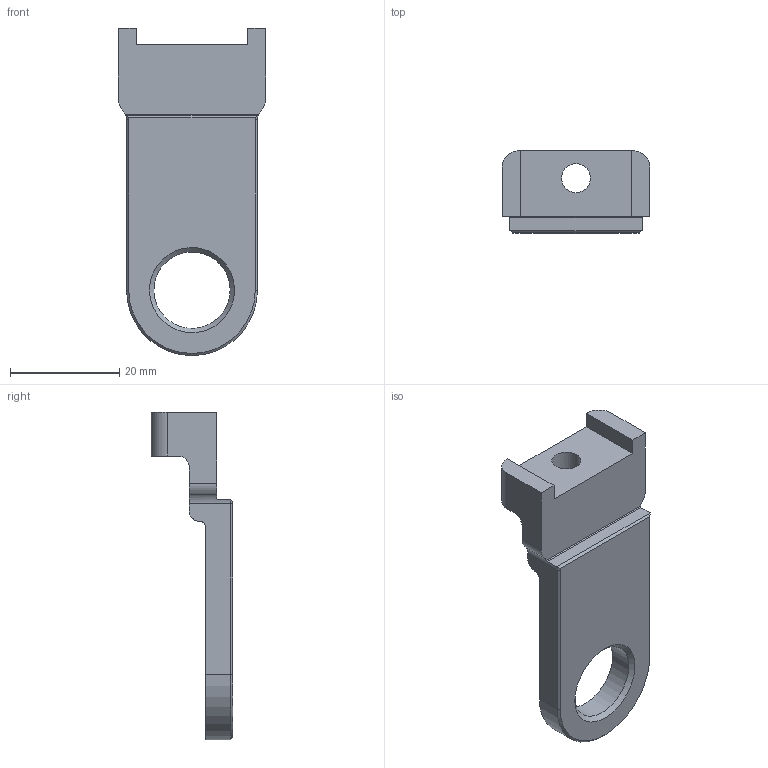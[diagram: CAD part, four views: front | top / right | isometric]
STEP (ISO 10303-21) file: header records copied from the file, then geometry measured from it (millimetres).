
FILE_DESCRIPTION(/* description */ (''),/* implementation_level */ '2;1');
FILE_NAME(/* name */ 'z_carriage_and_leadscrew_retainer_back_mgn12h.step',/* time_stamp */ '2022-12-18T22:46:01+02:00',/* author */ (''),/* organization */ (''),/* preprocessor_version */ 'ST-DEVELOPER v19.2',/* originating_system */ 'Autodesk Translation Framework v11.17.0.187',/* authorisation */ '');
FILE_SCHEMA (('AUTOMOTIVE_DESIGN { 1 0 10303 214 3 1 1 }'));
Length unit declared in the file: millimetre
Products named in the file (1): (Unsaved)
Bounding box: 27 x 15 x 60 mm (x, y, z)
Volume: 7048.6 mm3; surface area: 4120.2 mm2
Topology: 1 solids, 1 shells, 40 faces, 107 edges, 69 vertices
Faces by surface type: plane 21, cylinder 15, cone 4
Full cylindrical faces by diameter (mm): 5.3 x1, 14 x1
Entity records: 1341 total; most frequent: CARTESIAN_POINT 278, DIRECTION 215, ORIENTED_EDGE 214, EDGE_CURVE 107, AXIS2_PLACEMENT_3D 74, VERTEX_POINT 69, LINE 67, VECTOR 67
